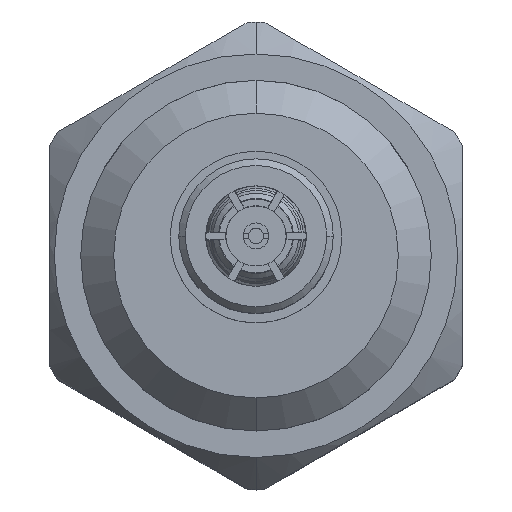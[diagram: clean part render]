
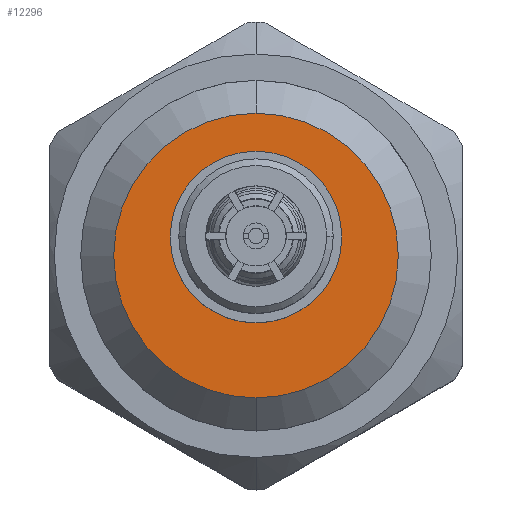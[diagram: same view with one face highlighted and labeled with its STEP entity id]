
A CAD part, top view. The second image highlights one B-rep face of the part: STEP entity #12296.
In plain terms, the highlighted face is planar.
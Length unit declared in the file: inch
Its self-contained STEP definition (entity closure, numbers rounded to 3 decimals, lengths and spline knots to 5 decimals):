
#366 = ORIENTED_EDGE ( 'NONE', *, *, #5775, .T. ) ;
#879 = DIRECTION ( 'NONE',  ( 1., 0., 0. ) ) ;
#920 = CARTESIAN_POINT ( 'NONE',  ( 0.38, 0., -0.10779 ) ) ;
#937 = AXIS2_PLACEMENT_3D ( 'NONE', #8804, #879, #9022 ) ;
#2225 = CIRCLE ( 'NONE', #7655, 0.0335 ) ;
#2264 = CARTESIAN_POINT ( 'NONE',  ( 0.38, 0., 0. ) ) ;
#2958 = EDGE_LOOP ( 'NONE', ( #6165, #13231 ) ) ;
#3481 = DIRECTION ( 'NONE',  ( 1., 0., 0. ) ) ;
#3884 = CIRCLE ( 'NONE', #12123, 0.10779 ) ;
#5395 = FACE_BOUND ( 'NONE', #2958, .T. ) ;
#5642 = EDGE_CURVE ( 'NONE', #8597, #9084, #2225, .T. ) ;
#5671 = EDGE_LOOP ( 'NONE', ( #11970, #366 ) ) ;
#5775 = EDGE_CURVE ( 'NONE', #11120, #8575, #3884, .T. ) ;
#5922 = CARTESIAN_POINT ( 'NONE',  ( 0.38, 0., 0. ) ) ;
#6165 = ORIENTED_EDGE ( 'NONE', *, *, #7099, .T. ) ;
#6214 = DIRECTION ( 'NONE',  ( 1., 0., 0. ) ) ;
#6349 = AXIS2_PLACEMENT_3D ( 'NONE', #12412, #3481, #8954 ) ;
#6619 = DIRECTION ( 'NONE',  ( -1., 0., 0. ) ) ;
#6831 = CARTESIAN_POINT ( 'NONE',  ( 0.38, 0., -0.0335 ) ) ;
#7099 = EDGE_CURVE ( 'NONE', #9084, #8597, #12376, .T. ) ;
#7655 = AXIS2_PLACEMENT_3D ( 'NONE', #5922, #7949, #10421 ) ;
#7949 = DIRECTION ( 'NONE',  ( -1., 0., 0. ) ) ;
#8575 = VERTEX_POINT ( 'NONE', #8859 ) ;
#8597 = VERTEX_POINT ( 'NONE', #10100 ) ;
#8738 = CIRCLE ( 'NONE', #937, 0.10779 ) ;
#8779 = AXIS2_PLACEMENT_3D ( 'NONE', #2264, #6619, #11046 ) ;
#8804 = CARTESIAN_POINT ( 'NONE',  ( 0.38, 0., 0. ) ) ;
#8859 = CARTESIAN_POINT ( 'NONE',  ( 0.38, 0., 0.10779 ) ) ;
#8954 = DIRECTION ( 'NONE',  ( 0., 0., -1. ) ) ;
#9022 = DIRECTION ( 'NONE',  ( 0., 0., -1. ) ) ;
#9084 = VERTEX_POINT ( 'NONE', #6831 ) ;
#10100 = CARTESIAN_POINT ( 'NONE',  ( 0.38, 0., 0.0335 ) ) ;
#10421 = DIRECTION ( 'NONE',  ( 0., 0., -1. ) ) ;
#10712 = CARTESIAN_POINT ( 'NONE',  ( 0.38, 0., 0. ) ) ;
#11046 = DIRECTION ( 'NONE',  ( 0., 0., -1. ) ) ;
#11082 = FACE_OUTER_BOUND ( 'NONE', #5671, .T. ) ;
#11120 = VERTEX_POINT ( 'NONE', #920 ) ;
#11815 = DIRECTION ( 'NONE',  ( 0., 0., -1. ) ) ;
#11970 = ORIENTED_EDGE ( 'NONE', *, *, #13081, .T. ) ;
#12123 = AXIS2_PLACEMENT_3D ( 'NONE', #10712, #6214, #11815 ) ;
#12296 = ADVANCED_FACE ( 'NONE', ( #11082, #5395 ), #13521, .T. ) ;
#12376 = CIRCLE ( 'NONE', #8779, 0.0335 ) ;
#12412 = CARTESIAN_POINT ( 'NONE',  ( 0.38, 0., 0. ) ) ;
#13081 = EDGE_CURVE ( 'NONE', #8575, #11120, #8738, .T. ) ;
#13231 = ORIENTED_EDGE ( 'NONE', *, *, #5642, .T. ) ;
#13521 = PLANE ( 'NONE',  #6349 ) ;
